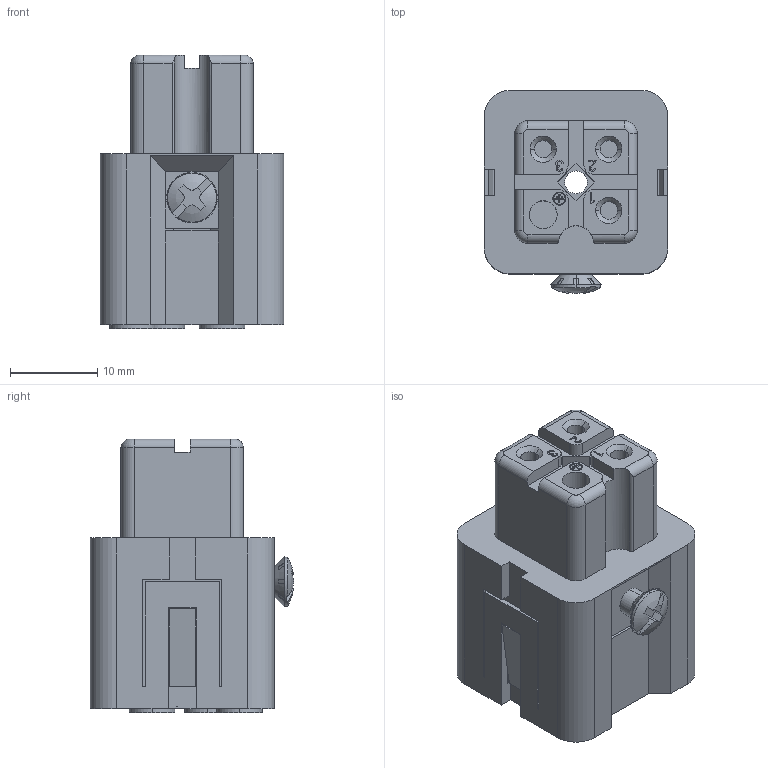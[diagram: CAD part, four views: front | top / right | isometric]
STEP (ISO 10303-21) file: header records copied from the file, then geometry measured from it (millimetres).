
FILE_DESCRIPTION(('Creo Elements/Direct Modeling STEP Export'),'2;1');
FILE_NAME('0lndrr03le7eh4o1280','2014-10-28T14:58:09',(''),(''),'Creo Elements/Direct Modeling STEP processor for AP214 (Solid Model)','Creo Elements/Direct Modeling 18.1F 24-Jul-2014 (C) Parametric Technology GmbH','');
FILE_SCHEMA(('AUTOMOTIVE_DESIGN { 1 0 10303 214 1 1 1 1 }'));
Length unit declared in the file: millimetre
Products named in the file (2): JKSF_03
Assembly tree (1 placements, depth 2):
  JKSF_03
    JKSF_03
Bounding box: 21 x 23.24 x 31.3 mm (x, y, z)
Volume: 8895.6 mm3; surface area: 5415.6 mm2
Topology: 1 solids, 1 shells, 632 faces, 1749 edges, 1157 vertices
Faces by surface type: plane 524, cylinder 84, cone 18, torus 4, sphere 2
Entity records: 25559 total; most frequent: CARTESIAN_POINT 5470, ORIENTED_EDGE 3498, DIRECTION 3010, EDGE_CURVE 1749, VECTOR 1434, LINE 1434, VERTEX_POINT 1157, AXIS2_PLACEMENT_3D 788
